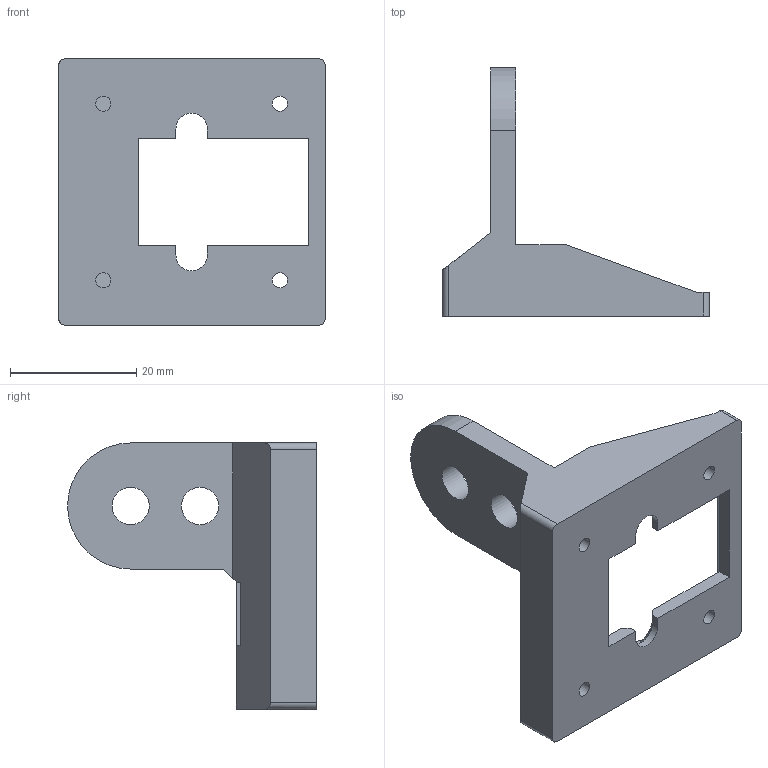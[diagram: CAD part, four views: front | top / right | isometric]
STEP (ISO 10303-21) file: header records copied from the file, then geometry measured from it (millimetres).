
FILE_DESCRIPTION(/* description */ (''),/* implementation_level */ '2;1');
FILE_NAME(/* name */ 'Camera Holder.step',/* time_stamp */ '2020-11-12T17:11:04-07:00',/* author */ (''),/* organization */ (''),/* preprocessor_version */ 'ST-DEVELOPER v18.1',/* originating_system */ 'Autodesk Translation Framework v9.3.0.1241',/* authorisation */ '');
FILE_SCHEMA (('AUTOMOTIVE_DESIGN { 1 0 10303 214 3 1 1 }'));
Length unit declared in the file: millimetre
Products named in the file (1): Camera Holder
Bounding box: 42.3 x 39.45 x 42.2 mm (x, y, z)
Volume: 7860.8 mm3; surface area: 6899.3 mm2
Topology: 1 solids, 1 shells, 78 faces, 216 edges, 140 vertices
Faces by surface type: plane 55, cylinder 17, cone 6
Full cylindrical faces by diameter (mm): 2.4 x4, 5.9 x2
Entity records: 2537 total; most frequent: CARTESIAN_POINT 447, ORIENTED_EDGE 432, DIRECTION 412, EDGE_CURVE 216, LINE 174, VECTOR 174, VERTEX_POINT 140, AXIS2_PLACEMENT_3D 119
